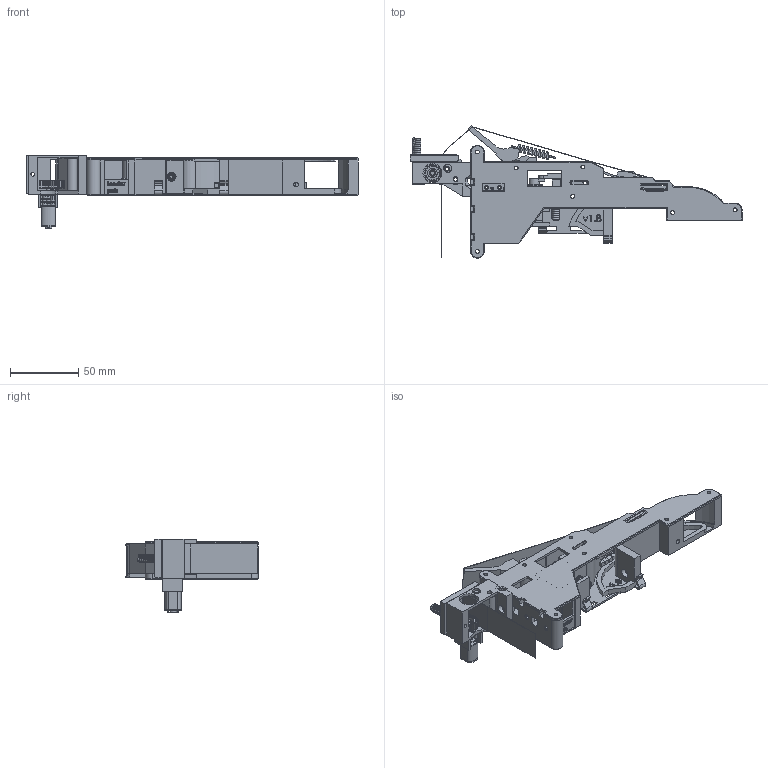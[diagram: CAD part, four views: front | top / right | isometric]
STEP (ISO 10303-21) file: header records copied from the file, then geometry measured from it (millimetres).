
FILE_DESCRIPTION (( 'STEP AP214' ), '1' );
FILE_NAME ('assembly_feeder_24mm.step', '2020-03-21T04:06:07', ( '' ), ( '' ), 'SwSTEP 2.0', 'SolidWorks 2019', '' );
FILE_SCHEMA (( 'AUTOMOTIVE_DESIGN' ));
Length unit declared in the file: millimetre
Products named in the file (25): n20-motor-pcbv3; feeder_pin_new; lever_coverswitch_pullingSpring; disabler; spring_pull; Micro Switch Button; gm12-n20; spring; petg_spring_advancer; assembly_feeder_24mm; tape_pushdown_springloaded; schaft_g12-n20_Predeterminado; base_cover; Teil2^0_assembly_feeder; servoarm; motor_assembly; gm12-n20_Predeterminado; vorspanner_rad; tape_stripe; spooler_mountplate_v2; base; lever_servo_advancer; spooler; PRT0002; spur gear_din_DIN - Spur gear 0.7M 17T 20PA 5,5FW ---S17A75H50L7N
Assembly tree (26 placements, depth 4):
  assembly_feeder_24mm
    base
    motor_assembly
      PRT0002
      servoarm
    lever_servo_advancer
    tape_stripe
    base_cover
    feeder_pin_new
    petg_spring_advancer
    Micro Switch Button
    Teil2^0_assembly_feeder
    spooler
      spooler_mountplate_v2
      gm12-n20
        gm12-n20_Predeterminado
        schaft_g12-n20_Predeterminado
      vorspanner_rad
      spur gear_din_DIN - Spur gear 0.7M 17T 20PA 5,5FW ---S17A75H50L7N  x2
      spring
    lever_coverswitch_pullingSpring
    tape_pushdown_springloaded
    spring
    spring_pull
    disabler
    n20-motor-pcbv3
Bounding box: 244 x 97.25 x 54.3 mm (x, y, z)
Volume: 117482.3 mm3; surface area: 108475.8 mm2
Topology: 41 solids, 41 shells, 2069 faces, 5316 edges, 3410 vertices
Faces by surface type: plane 1201, cylinder 616, bspline 180, cone 72
Entity records: 74710 total; most frequent: CARTESIAN_POINT 22446, ORIENTED_EDGE 10116, DIRECTION 9612, EDGE_CURVE 5058, LINE 3526, VECTOR 3526, VERTEX_POINT 3257, AXIS2_PLACEMENT_3D 3043
